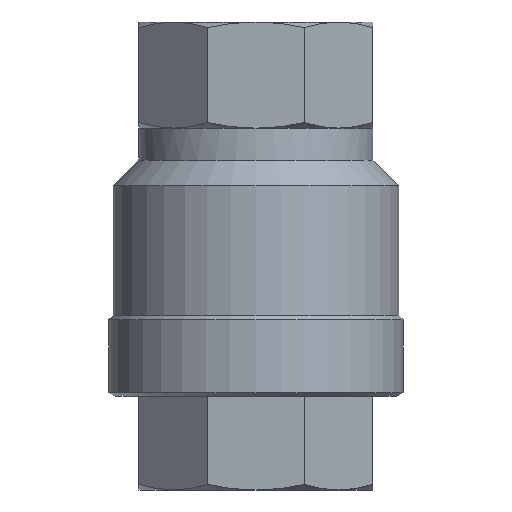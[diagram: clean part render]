
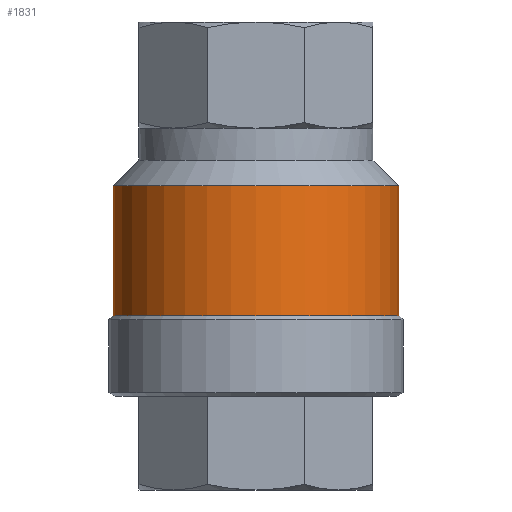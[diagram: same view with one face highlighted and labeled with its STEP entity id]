
A CAD part, front view. The second image highlights one B-rep face of the part: STEP entity #1831.
In plain terms, the highlighted cylindrical face has radius 42.75 mm (diameter 85.5 mm), a full revolution.
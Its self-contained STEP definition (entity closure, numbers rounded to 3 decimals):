
#21=CYLINDRICAL_SURFACE('',#1976,42.75);
#92=CIRCLE('',#1977,42.75);
#93=CIRCLE('',#1978,42.75);
#511=ORIENTED_EDGE('',*,*,#1041,.F.);
#512=ORIENTED_EDGE('',*,*,#1042,.F.);
#513=ORIENTED_EDGE('',*,*,#1043,.T.);
#1041=EDGE_CURVE('',#1301,#1301,#92,.T.);
#1042=EDGE_CURVE('',#1302,#1302,#1420,.T.);
#1043=EDGE_CURVE('',#1303,#1303,#93,.T.);
#1301=VERTEX_POINT('',#2850);
#1302=VERTEX_POINT('',#2877);
#1303=VERTEX_POINT('',#2879);
#1420=B_SPLINE_CURVE_WITH_KNOTS('',3,(#2851,#2852,#2853,#2854,#2855,#2856,
#2857,#2858,#2859,#2860,#2861,#2862,#2863,#2864,#2865,#2866,#2867,#2868,
#2869,#2870,#2871,#2872,#2873,#2874,#2875,#2876),.UNSPECIFIED.,.T.,.F.,
(1,1,1,1,1,1,1,1,1,1,1,1,1,1,1,1,1,1,1,1,1,1,1,1,1,1,1,1,1,1),(-0.019,
-0.013,-0.006,0.,0.006,0.013,
0.019,0.022,0.025,0.028,
0.032,0.038,0.041,0.044,
0.047,0.05,0.057,0.063,
0.066,0.069,0.073,0.076,
0.079,0.082,0.088,0.095,
0.101,0.107,0.114,0.12),
 .UNSPECIFIED.);
#1485=EDGE_LOOP('',(#511));
#1486=EDGE_LOOP('',(#512));
#1487=EDGE_LOOP('',(#513));
#1629=FACE_BOUND('',#1485,.T.);
#1630=FACE_BOUND('',#1486,.T.);
#1631=FACE_BOUND('',#1487,.T.);
#1831=ADVANCED_FACE('',(#1629,#1630,#1631),#21,.T.);
#1976=AXIS2_PLACEMENT_3D('',#2848,#2247,#2248);
#1977=AXIS2_PLACEMENT_3D('',#2849,#2249,#2250);
#1978=AXIS2_PLACEMENT_3D('',#2878,#2251,#2252);
#2247=DIRECTION('',(0.,0.,-1.));
#2248=DIRECTION('',(-1.,0.,0.));
#2249=DIRECTION('',(0.,0.,-1.));
#2250=DIRECTION('',(-1.,0.,0.));
#2251=DIRECTION('',(0.,0.,-1.));
#2252=DIRECTION('',(-1.,0.,0.));
#2848=CARTESIAN_POINT('',(0.,0.,-140.));
#2849=CARTESIAN_POINT('',(0.,0.,-87.799));
#2850=CARTESIAN_POINT('',(-42.75,0.,-87.799));
#2851=CARTESIAN_POINT('',(6.326,42.421,-85.148));
#2852=CARTESIAN_POINT('',(0.004,42.915,-86.427));
#2853=CARTESIAN_POINT('',(-6.343,42.419,-85.144));
#2854=CARTESIAN_POINT('',(-11.608,41.23,-81.59));
#2855=CARTESIAN_POINT('',(-14.55,40.212,-77.22));
#2856=CARTESIAN_POINT('',(-15.79,39.729,-73.162));
#2857=CARTESIAN_POINT('',(-16.105,39.6,-70.02));
#2858=CARTESIAN_POINT('',(-15.789,39.729,-66.827));
#2859=CARTESIAN_POINT('',(-14.558,40.209,-62.8));
#2860=CARTESIAN_POINT('',(-12.18,41.03,-59.267));
#2861=CARTESIAN_POINT('',(-8.981,41.824,-56.636));
#2862=CARTESIAN_POINT('',(-6.192,42.333,-55.135));
#2863=CARTESIAN_POINT('',(-3.183,42.669,-54.214));
#2864=CARTESIAN_POINT('',(1.057,42.831,-53.787));
#2865=CARTESIAN_POINT('',(6.326,42.422,-54.849));
#2866=CARTESIAN_POINT('',(10.732,41.428,-57.818));
#2867=CARTESIAN_POINT('',(13.373,40.618,-61.032));
#2868=CARTESIAN_POINT('',(14.867,40.088,-63.816));
#2869=CARTESIAN_POINT('',(15.787,39.73,-66.816));
#2870=CARTESIAN_POINT('',(16.106,39.6,-70.012));
#2871=CARTESIAN_POINT('',(15.791,39.728,-73.162));
#2872=CARTESIAN_POINT('',(14.55,40.211,-77.22));
#2873=CARTESIAN_POINT('',(11.601,41.233,-81.601));
#2874=CARTESIAN_POINT('',(6.326,42.421,-85.148));
#2875=CARTESIAN_POINT('',(0.004,42.915,-86.427));
#2876=CARTESIAN_POINT('',(-6.343,42.419,-85.144));
#2877=CARTESIAN_POINT('',(0.,42.75,-86.));
#2878=CARTESIAN_POINT('',(0.,0.,-49.049));
#2879=CARTESIAN_POINT('',(-42.75,0.,-49.049));
